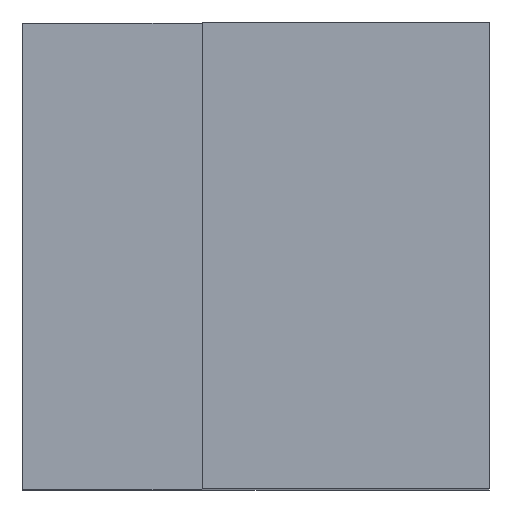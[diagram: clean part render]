
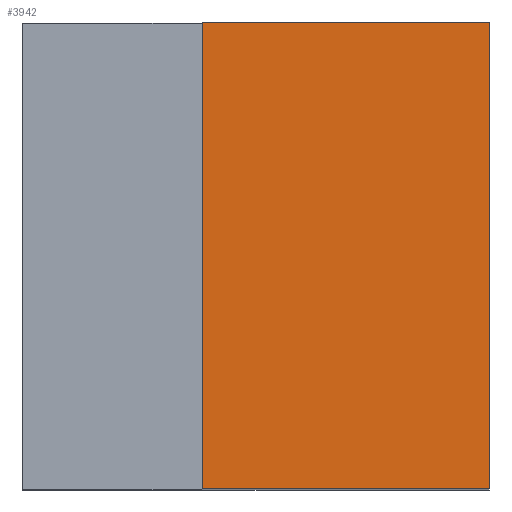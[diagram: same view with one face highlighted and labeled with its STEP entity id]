
A CAD part, top view. The second image highlights one B-rep face of the part: STEP entity #3942.
In plain terms, the highlighted planar face has unit normal (0, 0, 1).
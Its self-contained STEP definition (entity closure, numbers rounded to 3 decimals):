
#1056=ORIENTED_EDGE('',*,*,#1592,.F.);
#1057=ORIENTED_EDGE('',*,*,#1591,.T.);
#1058=ORIENTED_EDGE('',*,*,#1580,.T.);
#1059=ORIENTED_EDGE('',*,*,#1572,.T.);
#1572=EDGE_CURVE('',#1895,#1893,#2410,.T.);
#1580=EDGE_CURVE('',#1901,#1895,#2418,.T.);
#1591=EDGE_CURVE('',#1908,#1901,#2425,.T.);
#1592=EDGE_CURVE('',#1908,#1893,#2426,.T.);
#1893=VERTEX_POINT('',#6227);
#1895=VERTEX_POINT('',#6230);
#1901=VERTEX_POINT('',#6246);
#1908=VERTEX_POINT('',#6266);
#2410=LINE('',#6229,#2928);
#2418=LINE('',#6245,#2936);
#2425=LINE('',#6268,#2943);
#2426=LINE('',#6270,#2944);
#2928=VECTOR('',#5154,1000.);
#2936=VECTOR('',#5166,1000.);
#2943=VECTOR('',#5189,1000.);
#2944=VECTOR('',#5192,1000.);
#3205=EDGE_LOOP('',(#1056,#1057,#1058,#1059));
#3471=FACE_BOUND('',#3205,.T.);
#3707=PLANE('',#4195);
#3942=ADVANCED_FACE('',(#3471),#3707,.T.);
#4195=AXIS2_PLACEMENT_3D('',#6269,#5190,#5191);
#5154=DIRECTION('',(-1.,0.,0.));
#5166=DIRECTION('',(0.,1.,0.));
#5189=DIRECTION('',(1.,0.,0.));
#5190=DIRECTION('',(0.,0.,1.));
#5191=DIRECTION('',(1.,0.,0.));
#5192=DIRECTION('',(0.,1.,0.));
#6227=CARTESIAN_POINT('',(-1.5,6.5,20.));
#6229=CARTESIAN_POINT('',(6.5,6.5,20.));
#6230=CARTESIAN_POINT('',(6.5,6.5,20.));
#6245=CARTESIAN_POINT('',(6.5,-6.5,20.));
#6246=CARTESIAN_POINT('',(6.5,-6.5,20.));
#6266=CARTESIAN_POINT('',(-1.5,-6.5,20.));
#6268=CARTESIAN_POINT('',(-6.5,-6.5,20.));
#6269=CARTESIAN_POINT('',(-6.5,-6.5,20.));
#6270=CARTESIAN_POINT('',(-1.5,-6.5,20.));
